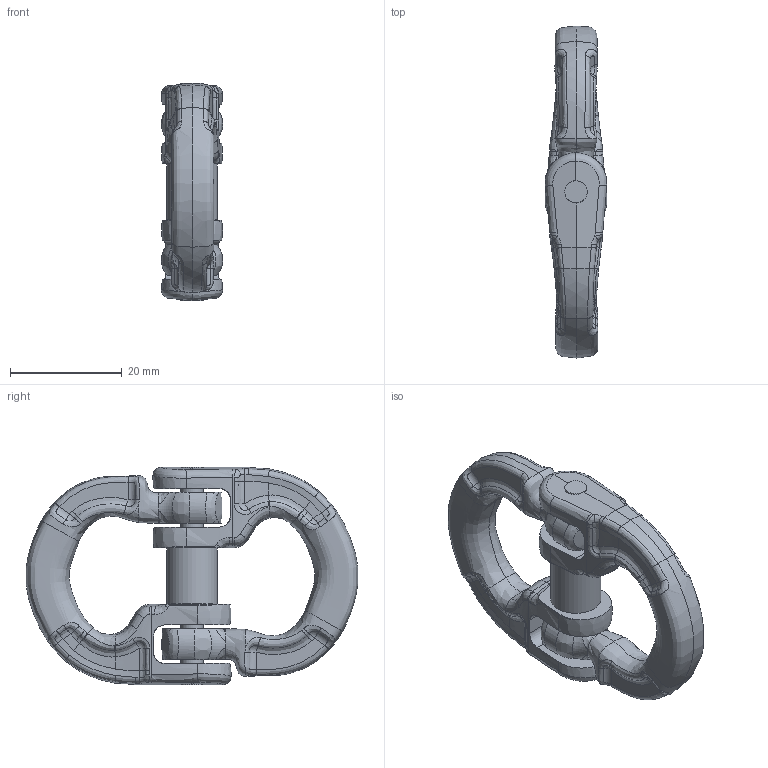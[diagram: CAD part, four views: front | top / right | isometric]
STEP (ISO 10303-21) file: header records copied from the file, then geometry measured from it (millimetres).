
FILE_DESCRIPTION(/* description */ (''),/* implementation_level */ '2;1');
FILE_NAME(/* name */ 'CW 6 Kundenmodell zusa.stp',/* time_stamp */ '2016-02-01T15:45:53+01:00',/* author */ (''),/* organization */ (''),/* preprocessor_version */ 'ST-DEVELOPER v15',/* originating_system */ 'SIEMENS PLM Software NX 9.0',/* authorisation */ '');
FILE_SCHEMA (('AUTOMOTIVE_DESIGN { 1 0 10303 214 3 1 1 1 }'));
Length unit declared in the file: millimetre
Products named in the file (1): ZER0F14788Buwz8
Bounding box: 11.01 x 59.49 x 39 mm (x, y, z)
Volume: 9491.1 mm3; surface area: 6593.2 mm2
Topology: 4 solids, 4 shells, 403 faces, 976 edges, 563 vertices
Faces by surface type: bspline 278, plane 42, cylinder 35, sphere 28, torus 12, cone 8
Full cylindrical faces by diameter (mm): 4 x8, 9 x1
Entity records: 36092 total; most frequent: CARTESIAN_POINT 29046, ORIENTED_EDGE 1892, EDGE_CURVE 946, DIRECTION 808, B_SPLINE_CURVE_WITH_KNOTS 614, VERTEX_POINT 558, EDGE_LOOP 424, ADVANCED_FACE 403
